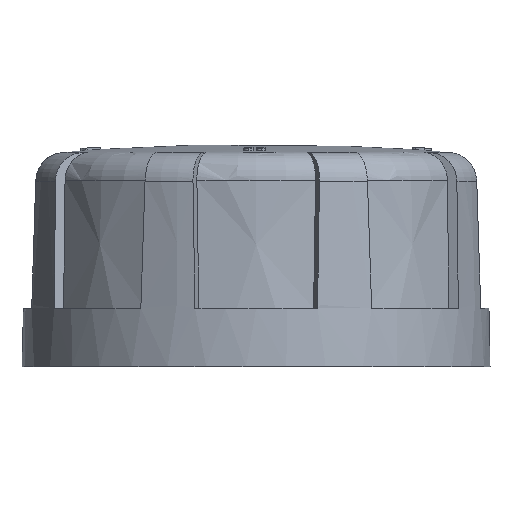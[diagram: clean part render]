
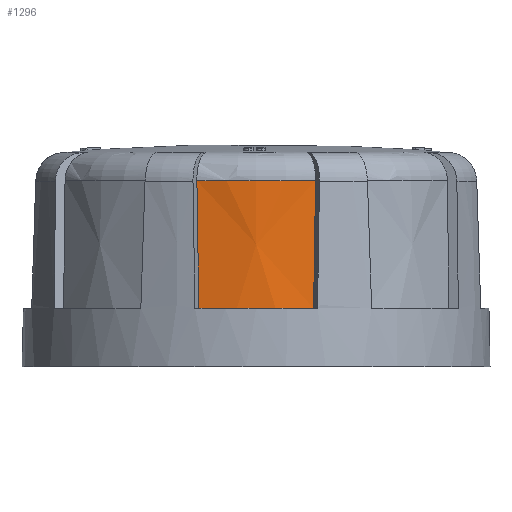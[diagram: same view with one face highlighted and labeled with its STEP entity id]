
A CAD part, left-side view. The second image highlights one B-rep face of the part: STEP entity #1296.
In plain terms, the highlighted conical face has half-angle 1.5 degrees and reference radius 19 mm.
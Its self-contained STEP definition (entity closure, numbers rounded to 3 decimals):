
#1056=CONICAL_SURFACE('',#4221,19.,1.5);
#1109=FACE_OUTER_BOUND('',#1567,.T.);
#1296=ADVANCED_FACE('',(#1109),#1056,.T.);
#1567=EDGE_LOOP('',(#2242,#2243,#2244,#2245));
#1813=B_SPLINE_CURVE_WITH_KNOTS('',3,(#8058,#8059,#8060,#8061),
 .UNSPECIFIED.,.F.,.F.,(4,4),(0.,1.),.UNSPECIFIED.);
#1814=B_SPLINE_CURVE_WITH_KNOTS('',3,(#8065,#8066,#8067,#8068),
 .UNSPECIFIED.,.F.,.F.,(4,4),(0.,1.),.UNSPECIFIED.);
#2242=ORIENTED_EDGE('',*,*,#3537,.F.);
#2243=ORIENTED_EDGE('',*,*,#3538,.T.);
#2244=ORIENTED_EDGE('',*,*,#3539,.T.);
#2245=ORIENTED_EDGE('',*,*,#3534,.T.);
#3127=VERTEX_POINT('',#8036);
#3128=VERTEX_POINT('',#8038);
#3129=VERTEX_POINT('',#8057);
#3130=VERTEX_POINT('',#8064);
#3534=EDGE_CURVE('',#3128,#3127,#3941,.T.);
#3537=EDGE_CURVE('',#3129,#3127,#1813,.T.);
#3538=EDGE_CURVE('',#3129,#3130,#3942,.T.);
#3539=EDGE_CURVE('',#3130,#3128,#1814,.T.);
#3941=CIRCLE('',#4217,19.);
#3942=CIRCLE('',#4220,18.715);
#4217=AXIS2_PLACEMENT_3D('',#8037,#4797,#4798);
#4220=AXIS2_PLACEMENT_3D('',#8063,#4804,#4805);
#4221=AXIS2_PLACEMENT_3D('',#8069,#4806,#4807);
#4797=DIRECTION('',(0.,0.,1.));
#4798=DIRECTION('',(1.,0.,0.));
#4804=DIRECTION('',(0.,0.,-1.));
#4805=DIRECTION('',(1.,0.,0.));
#4806=DIRECTION('',(0.,0.,-1.));
#4807=DIRECTION('',(0.383,-0.924,0.));
#8036=CARTESIAN_POINT('',(23.721,-443.017,5.));
#8037=CARTESIAN_POINT('',(42.079,-438.119,5.));
#8038=CARTESIAN_POINT('',(23.721,-433.221,5.));
#8057=CARTESIAN_POINT('',(24.063,-443.184,15.9));
#8058=CARTESIAN_POINT('',(24.063,-443.184,15.9));
#8059=CARTESIAN_POINT('',(23.949,-443.129,12.267));
#8060=CARTESIAN_POINT('',(23.835,-443.073,8.633));
#8061=CARTESIAN_POINT('',(23.721,-443.017,5.));
#8063=CARTESIAN_POINT('',(42.079,-438.119,15.9));
#8064=CARTESIAN_POINT('',(24.063,-433.053,15.9));
#8065=CARTESIAN_POINT('',(24.063,-433.053,15.9));
#8066=CARTESIAN_POINT('',(23.949,-433.109,12.267));
#8067=CARTESIAN_POINT('',(23.835,-433.165,8.633));
#8068=CARTESIAN_POINT('',(23.721,-433.221,5.));
#8069=CARTESIAN_POINT('',(42.079,-438.119,5.));
